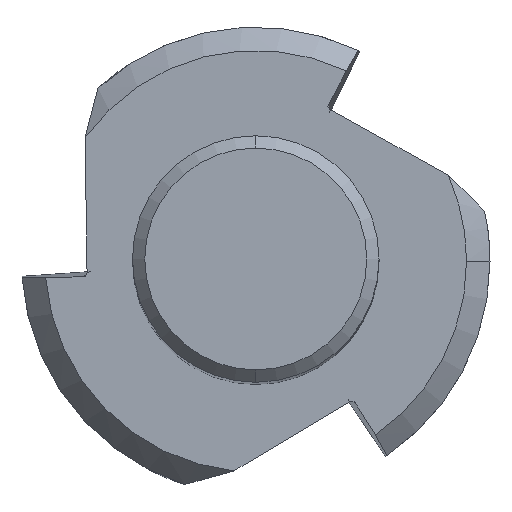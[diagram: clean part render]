
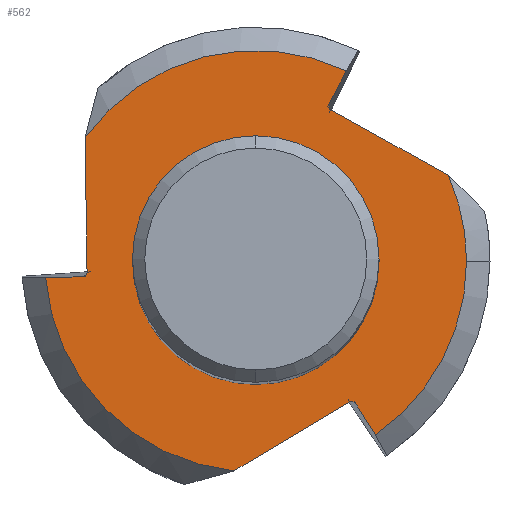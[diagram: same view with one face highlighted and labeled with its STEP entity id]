
A CAD part, top view. The second image highlights one B-rep face of the part: STEP entity #562.
In plain terms, the highlighted planar face has unit normal (0, 0, 1).
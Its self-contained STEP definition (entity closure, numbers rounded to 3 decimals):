
#408=VERTEX_POINT('',#1165);
#414=VERTEX_POINT('',#1172);
#464=VERTEX_POINT('',#1226);
#482=EDGE_CURVE('',#1108,#464,#1246,.T.);
#498=VERTEX_POINT('',#1265);
#514=VERTEX_POINT('',#1282);
#516=EDGE_CURVE('',#514,#850,#1284,.T.);
#518=VERTEX_POINT('',#1286);
#530=VERTEX_POINT('',#1299);
#556=EDGE_CURVE('',#464,#514,#1328,.T.);
#562=ADVANCED_FACE('',(#1334,#1335),#1336,.T.);
#578=VERTEX_POINT('',#1353);
#594=EDGE_CURVE('',#518,#970,#1370,.T.);
#598=EDGE_CURVE('',#414,#970,#1374,.T.);
#630=EDGE_CURVE('',#704,#530,#1411,.T.);
#634=VERTEX_POINT('',#1415);
#670=EDGE_CURVE('',#704,#578,#1456,.T.);
#684=VERTEX_POINT('',#1472);
#704=VERTEX_POINT('',#1495);
#712=VERTEX_POINT('',#1503);
#764=EDGE_CURVE('',#578,#850,#1557,.T.);
#798=EDGE_CURVE('',#530,#518,#1596,.T.);
#824=EDGE_CURVE('',#498,#684,#1624,.T.);
#842=EDGE_CURVE('',#684,#498,#1644,.T.);
#850=VERTEX_POINT('',#1652);
#860=EDGE_CURVE('',#1108,#408,#1662,.T.);
#970=VERTEX_POINT('',#1777);
#994=EDGE_CURVE('',#712,#634,#1805,.T.);
#1024=EDGE_CURVE('',#414,#712,#1835,.T.);
#1092=EDGE_CURVE('',#634,#408,#1911,.T.);
#1108=VERTEX_POINT('',#1928);
#1165=CARTESIAN_POINT('',(-8.523,-0.677,-52.15));
#1172=CARTESIAN_POINT('',(-6.923,5.018,-52.15));
#1226=CARTESIAN_POINT('',(3.805,-5.704,-52.15));
#1246=LINE('',#2128,#2129);
#1265=CARTESIAN_POINT('',(1.4,0.,-52.15));
#1282=CARTESIAN_POINT('',(4.062,-5.786,-52.15));
#1284=LINE('',#2209,#2210);
#1286=CARTESIAN_POINT('',(2.979,6.411,-52.15));
#1299=CARTESIAN_POINT('',(3.037,6.147,-52.15));
#1328=ELLIPSE('',#2272,0.202,0.175);
#1334=FACE_BOUND('',#2290,.T.);
#1335=FACE_OUTER_BOUND('',#2291,.T.);
#1336=PLANE('',#2292);
#1353=CARTESIAN_POINT('',(8.55,0.,-52.15));
#1370=LINE('',#2391,#2392);
#1374=CIRCLE('',#2397,8.55);
#1411=LINE('',#2470,#2471);
#1415=CARTESIAN_POINT('',(-7.042,-0.625,-52.15));
#1456=CIRCLE('',#2570,8.55);
#1472=CARTESIAN_POINT('',(-1.4,0.0,-52.15));
#1495=CARTESIAN_POINT('',(7.807,3.486,-52.15));
#1503=CARTESIAN_POINT('',(-6.842,-0.443,-52.15));
#1557=CIRCLE('',#2871,8.55);
#1596=ELLIPSE('',#2931,0.202,0.175);
#1624=CIRCLE('',#2990,1.4);
#1644=CIRCLE('',#3054,1.4);
#1652=CARTESIAN_POINT('',(4.848,-7.043,-52.15));
#1662=CIRCLE('',#3088,8.55);
#1777=CARTESIAN_POINT('',(3.675,7.72,-52.15));
#1805=ELLIPSE('',#3402,0.202,0.175);
#1835=LINE('',#3550,#3551);
#1911=LINE('',#3711,#3712);
#1928=CARTESIAN_POINT('',(-0.884,-8.504,-52.15));
#2128=CARTESIAN_POINT('',(-14.623,-16.708,-52.15));
#2129=VECTOR('',#3885,1.0);
#2209=CARTESIAN_POINT('',(-0.221,1.069,-52.15));
#2210=VECTOR('',#3917,1.0);
#2272=AXIS2_PLACEMENT_3D('',#3969,#3970,#3971);
#2290=EDGE_LOOP('',(#3974,#3975));
#2291=EDGE_LOOP('',(#3976,#3977,#3978,#3979,#3980,#3981,#3982,#3983,#3984,#3985,#3986,#3987,#3988));
#2292=AXIS2_PLACEMENT_3D('',#3989,#3990,#3991);
#2391=CARTESIAN_POINT('',(-0.745,-0.593,-52.15));
#2392=VECTOR('',#4023,1.0);
#2397=AXIS2_PLACEMENT_3D('',#4024,#4025,#4026);
#2470=CARTESIAN_POINT('',(18.018,-2.211,-52.15));
#2471=VECTOR('',#4077,1.0);
#2570=AXIS2_PLACEMENT_3D('',#4149,#4150,#4151);
#2871=AXIS2_PLACEMENT_3D('',#4254,#4255,#4256);
#2931=AXIS2_PLACEMENT_3D('',#4310,#4311,#4312);
#2990=AXIS2_PLACEMENT_3D('',#4337,#4338,#4339);
#3054=AXIS2_PLACEMENT_3D('',#4367,#4368,#4369);
#3088=AXIS2_PLACEMENT_3D('',#4375,#4376,#4377);
#3402=AXIS2_PLACEMENT_3D('',#4522,#4523,#4524);
#3550=CARTESIAN_POINT('',(-7.127,18.918,-52.15));
#3551=VECTOR('',#4530,1.0);
#3711=CARTESIAN_POINT('',(-2.766,-0.476,-52.15));
#3712=VECTOR('',#4624,1.0);
#3885=DIRECTION('',(0.859,0.513,-0.0));
#3917=DIRECTION('',(0.53,-0.848,0.0));
#3969=CARTESIAN_POINT('',(3.912,-5.875,-52.15));
#3970=DIRECTION('',(0.0,-0.0,-1.0));
#3971=DIRECTION('',(0.58,-0.815,0.0));
#3974=ORIENTED_EDGE('',*,*,#842,.T.);
#3975=ORIENTED_EDGE('',*,*,#824,.T.);
#3976=ORIENTED_EDGE('',*,*,#482,.T.);
#3977=ORIENTED_EDGE('',*,*,#556,.T.);
#3978=ORIENTED_EDGE('',*,*,#516,.T.);
#3979=ORIENTED_EDGE('',*,*,#764,.F.);
#3980=ORIENTED_EDGE('',*,*,#670,.F.);
#3981=ORIENTED_EDGE('',*,*,#630,.T.);
#3982=ORIENTED_EDGE('',*,*,#798,.T.);
#3983=ORIENTED_EDGE('',*,*,#594,.T.);
#3984=ORIENTED_EDGE('',*,*,#598,.F.);
#3985=ORIENTED_EDGE('',*,*,#1024,.T.);
#3986=ORIENTED_EDGE('',*,*,#994,.T.);
#3987=ORIENTED_EDGE('',*,*,#1092,.T.);
#3988=ORIENTED_EDGE('',*,*,#860,.F.);
#3989=CARTESIAN_POINT('',(-4.975,0.0,-52.15));
#3990=DIRECTION('',(0.0,0.0,1.0));
#3991=DIRECTION('',(1.0,0.0,0.0));
#4023=DIRECTION('',(0.469,0.883,-0.0));
#4024=CARTESIAN_POINT('',(0.0,0.0,-52.15));
#4025=DIRECTION('',(0.0,0.0,-1.0));
#4026=DIRECTION('',(-1.0,0.0,0.0));
#4077=DIRECTION('',(-0.873,0.487,0.0));
#4149=CARTESIAN_POINT('',(0.0,0.0,-52.15));
#4150=DIRECTION('',(0.0,0.0,-1.0));
#4151=DIRECTION('',(-1.0,0.0,0.0));
#4254=CARTESIAN_POINT('',(0.0,0.0,-52.15));
#4255=DIRECTION('',(0.0,0.0,-1.0));
#4256=DIRECTION('',(-1.0,0.0,0.0));
#4310=CARTESIAN_POINT('',(3.132,6.326,-52.15));
#4311=DIRECTION('',(0.0,0.0,-1.0));
#4312=DIRECTION('',(0.415,0.91,0.0));
#4337=CARTESIAN_POINT('',(0.0,0.0,-52.15));
#4338=DIRECTION('',(0.0,0.0,-1.0));
#4339=DIRECTION('',(-1.0,0.0,0.0));
#4367=CARTESIAN_POINT('',(0.0,0.0,-52.15));
#4368=DIRECTION('',(0.0,0.0,-1.0));
#4369=DIRECTION('',(-1.0,0.0,0.0));
#4375=CARTESIAN_POINT('',(0.0,0.0,-52.15));
#4376=DIRECTION('',(0.0,0.0,-1.0));
#4377=DIRECTION('',(-1.0,0.0,0.0));
#4522=CARTESIAN_POINT('',(-7.044,-0.45,-52.15));
#4523=DIRECTION('',(-0.0,0.0,-1.0));
#4524=DIRECTION('',(-0.995,-0.095,0.0));
#4530=DIRECTION('',(0.015,-1.,0.0));
#4624=DIRECTION('',(-0.999,-0.035,0.0));
